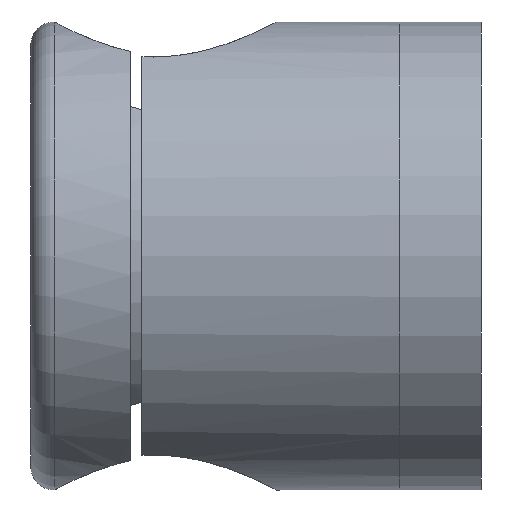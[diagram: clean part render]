
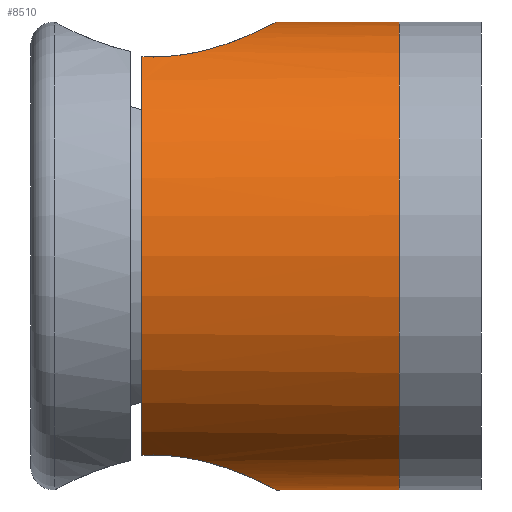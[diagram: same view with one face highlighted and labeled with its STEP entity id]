
A CAD part, left-side view. The second image highlights one B-rep face of the part: STEP entity #8510.
In plain terms, the highlighted cylindrical face has radius 20 mm (diameter 40 mm), a partial arc.
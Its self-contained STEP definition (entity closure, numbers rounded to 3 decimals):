
#348 = ORIENTED_EDGE ( 'NONE', *, *, #13478, .T. ) ;
#385 = CARTESIAN_POINT ( 'NONE',  ( 9.416, 5.697, -17.648 ) ) ;
#609 = FACE_OUTER_BOUND ( 'NONE', #4775, .T. ) ;
#1352 = ORIENTED_EDGE ( 'NONE', *, *, #10935, .F. ) ;
#1440 = CARTESIAN_POINT ( 'NONE',  ( 0., 22., 20. ) ) ;
#1572 = VERTEX_POINT ( 'NONE', #9304 ) ;
#1604 = ORIENTED_EDGE ( 'NONE', *, *, #9635, .T. ) ;
#1924 = EDGE_CURVE ( 'NONE', #4551, #13753, #11341, .T. ) ;
#2118 = CARTESIAN_POINT ( 'NONE',  ( 0., 22., 20. ) ) ;
#2240 = CARTESIAN_POINT ( 'NONE',  ( 6.426, 9.311, 18.942 ) ) ;
#2399 = B_SPLINE_CURVE_WITH_KNOTS ( 'NONE', 3,
 ( #14220, #14388, #13153, #11697, #2885, #11920, #9246, #385, #2826, #9353, #14497, #11755, #2994, #6812, #6690, #15675, #4259, #8011, #13222, #15786, #5528, #4140, #15557, #7884, #7936, #2936 ),
 .UNSPECIFIED., .F., .F.,
 ( 4, 2, 2, 2, 2, 2, 2, 2, 2, 2, 2, 2, 4 ),
 ( 0., 0.002, 0.003, 0.004, 0.006, 0.007, 0.008, 0.009, 0.01, 0.013, 0.014, 0.015, 0.017 ),
 .UNSPECIFIED. ) ;
#2579 = VERTEX_POINT ( 'NONE', #5703 ) ;
#2612 = ORIENTED_EDGE ( 'NONE', *, *, #1924, .T. ) ;
#2826 = CARTESIAN_POINT ( 'NONE',  ( 9.093, 6.295, -17.818 ) ) ;
#2862 = EDGE_CURVE ( 'NONE', #13753, #2579, #8322, .T. ) ;
#2885 = CARTESIAN_POINT ( 'NONE',  ( 10.137, 3.758, -17.241 ) ) ;
#2936 = CARTESIAN_POINT ( 'NONE',  ( 0., 11.5, -20. ) ) ;
#2938 = VERTEX_POINT ( 'NONE', #1440 ) ;
#2994 = CARTESIAN_POINT ( 'NONE',  ( 7.664, 8.185, -18.475 ) ) ;
#3034 = LINE ( 'NONE', #14732, #12808 ) ;
#3418 = CARTESIAN_POINT ( 'NONE',  ( 0., 11.5, 20. ) ) ;
#3531 = CARTESIAN_POINT ( 'NONE',  ( 7.197, 8.652, 18.662 ) ) ;
#3594 = CARTESIAN_POINT ( 'NONE',  ( 3.425, 10.932, 19.707 ) ) ;
#3632 = CARTESIAN_POINT ( 'NONE',  ( 10.5, 0., 17.022 ) ) ;
#4140 = CARTESIAN_POINT ( 'NONE',  ( 2.758, 11.137, -19.812 ) ) ;
#4259 = CARTESIAN_POINT ( 'NONE',  ( 6.141, 9.523, -19.036 ) ) ;
#4551 = VERTEX_POINT ( 'NONE', #6797 ) ;
#4562 = DIRECTION ( 'NONE',  ( 0., 1., 0. ) ) ;
#4580 = CARTESIAN_POINT ( 'NONE',  ( 2.427, 11.222, 19.855 ) ) ;
#4678 = CARTESIAN_POINT ( 'NONE',  ( 0.705, 11.482, 19.991 ) ) ;
#4775 = EDGE_LOOP ( 'NONE', ( #12558, #348, #14699, #2612, #16425, #1604, #13221, #1352 ) ) ;
#4996 = LINE ( 'NONE', #2118, #5404 ) ;
#5068 = DIRECTION ( 'NONE',  ( 0., 0., 1. ) ) ;
#5404 = VECTOR ( 'NONE', #5812, 1000. ) ;
#5528 = CARTESIAN_POINT ( 'NONE',  ( 3.425, 10.932, -19.707 ) ) ;
#5601 = DIRECTION ( 'NONE',  ( 0., -1., 0. ) ) ;
#5703 = CARTESIAN_POINT ( 'NONE',  ( 10.5, 0., -17.022 ) ) ;
#5812 = DIRECTION ( 'NONE',  ( 0., -1., 0. ) ) ;
#5850 = CARTESIAN_POINT ( 'NONE',  ( 9.812, 4.753, 17.428 ) ) ;
#5907 = AXIS2_PLACEMENT_3D ( 'NONE', #7471, #14028, #14077 ) ;
#5963 = CARTESIAN_POINT ( 'NONE',  ( 2.763, 11.136, 19.811 ) ) ;
#6026 = CARTESIAN_POINT ( 'NONE',  ( 4.708, 10.411, 19.449 ) ) ;
#6073 = CARTESIAN_POINT ( 'NONE',  ( 5.306, 10.086, 19.292 ) ) ;
#6288 = CARTESIAN_POINT ( 'NONE',  ( 10.5, 1.708, 17.022 ) ) ;
#6355 = LINE ( 'NONE', #9254, #7772 ) ;
#6690 = CARTESIAN_POINT ( 'NONE',  ( 6.94, 8.887, -18.76 ) ) ;
#6797 = CARTESIAN_POINT ( 'NONE',  ( 10.5, 1., 17.022 ) ) ;
#6800 = CARTESIAN_POINT ( 'NONE',  ( 0., 22., -20. ) ) ;
#6801 = CARTESIAN_POINT ( 'NONE',  ( 10.5, 22., 17.022 ) ) ;
#6812 = CARTESIAN_POINT ( 'NONE',  ( 7.189, 8.661, -18.665 ) ) ;
#7397 = EDGE_CURVE ( 'NONE', #2938, #16409, #9257, .T. ) ;
#7425 = CARTESIAN_POINT ( 'NONE',  ( 10.22, 3.432, 17.192 ) ) ;
#7471 = CARTESIAN_POINT ( 'NONE',  ( 0., 22., 0. ) ) ;
#7730 = AXIS2_PLACEMENT_3D ( 'NONE', #12169, #8481, #14687 ) ;
#7772 = VECTOR ( 'NONE', #5601, 1000. ) ;
#7884 = CARTESIAN_POINT ( 'NONE',  ( 1.394, 11.43, -19.963 ) ) ;
#7936 = CARTESIAN_POINT ( 'NONE',  ( 0.702, 11.5, -20. ) ) ;
#8011 = CARTESIAN_POINT ( 'NONE',  ( 5.294, 10.093, -19.296 ) ) ;
#8151 = VERTEX_POINT ( 'NONE', #8641 ) ;
#8322 = CIRCLE ( 'NONE', #9169, 20. ) ;
#8481 = DIRECTION ( 'NONE',  ( 0., -1., 0. ) ) ;
#8510 = ADVANCED_FACE ( 'NONE', ( #609 ), #13844, .T. ) ;
#8621 = CARTESIAN_POINT ( 'NONE',  ( 6.152, 9.516, 19.033 ) ) ;
#8641 = CARTESIAN_POINT ( 'NONE',  ( 0., 11.5, -20. ) ) ;
#8799 = B_SPLINE_CURVE_WITH_KNOTS ( 'NONE', 3,
 ( #3418, #12344, #4678, #11249, #9903, #4580, #5963, #3594, #13703, #6026, #6073, #8621, #2240, #11193, #3531, #12464, #15036, #16318, #13538, #5850, #10172, #10023, #7425, #12571, #6288, #8836 ),
 .UNSPECIFIED., .F., .F.,
 ( 4, 2, 2, 2, 2, 2, 2, 2, 2, 2, 2, 2, 4 ),
 ( 0.017, 0.018, 0.019, 0.02, 0.021, 0.023, 0.024, 0.025, 0.027, 0.029, 0.03, 0.031, 0.033 ),
 .UNSPECIFIED. ) ;
#8836 = CARTESIAN_POINT ( 'NONE',  ( 10.5, 1., 17.022 ) ) ;
#8896 = DIRECTION ( 'NONE',  ( 0., 1., 0. ) ) ;
#8983 = EDGE_CURVE ( 'NONE', #1572, #8151, #2399, .T. ) ;
#9169 = AXIS2_PLACEMENT_3D ( 'NONE', #10188, #8896, #5068 ) ;
#9246 = CARTESIAN_POINT ( 'NONE',  ( 9.814, 4.75, -17.427 ) ) ;
#9254 = CARTESIAN_POINT ( 'NONE',  ( 0., 22., -20. ) ) ;
#9257 = CIRCLE ( 'NONE', #5907, 20. ) ;
#9304 = CARTESIAN_POINT ( 'NONE',  ( 10.5, 1., -17.022 ) ) ;
#9353 = CARTESIAN_POINT ( 'NONE',  ( 8.523, 7.142, -18.094 ) ) ;
#9635 = EDGE_CURVE ( 'NONE', #2579, #1572, #3034, .T. ) ;
#9903 = CARTESIAN_POINT ( 'NONE',  ( 1.747, 11.359, 19.926 ) ) ;
#10023 = CARTESIAN_POINT ( 'NONE',  ( 10.133, 3.773, 17.243 ) ) ;
#10172 = CARTESIAN_POINT ( 'NONE',  ( 9.929, 4.432, 17.362 ) ) ;
#10188 = CARTESIAN_POINT ( 'NONE',  ( 0., 0., 0. ) ) ;
#10422 = VERTEX_POINT ( 'NONE', #11692 ) ;
#10935 = EDGE_CURVE ( 'NONE', #16409, #8151, #6355, .T. ) ;
#11193 = CARTESIAN_POINT ( 'NONE',  ( 6.949, 8.879, 18.756 ) ) ;
#11249 = CARTESIAN_POINT ( 'NONE',  ( 1.403, 11.412, 19.954 ) ) ;
#11341 = LINE ( 'NONE', #6801, #14131 ) ;
#11692 = CARTESIAN_POINT ( 'NONE',  ( 0., 11.5, 20. ) ) ;
#11697 = CARTESIAN_POINT ( 'NONE',  ( 10.223, 3.422, -17.19 ) ) ;
#11755 = CARTESIAN_POINT ( 'NONE',  ( 7.89, 7.936, -18.379 ) ) ;
#11920 = CARTESIAN_POINT ( 'NONE',  ( 9.932, 4.424, -17.36 ) ) ;
#12169 = CARTESIAN_POINT ( 'NONE',  ( 0., 22., 0. ) ) ;
#12344 = CARTESIAN_POINT ( 'NONE',  ( 0.35, 11.5, 20. ) ) ;
#12464 = CARTESIAN_POINT ( 'NONE',  ( 7.909, 7.939, 18.377 ) ) ;
#12558 = ORIENTED_EDGE ( 'NONE', *, *, #7397, .F. ) ;
#12571 = CARTESIAN_POINT ( 'NONE',  ( 10.429, 2.404, 17.066 ) ) ;
#12808 = VECTOR ( 'NONE', #4562, 1000. ) ;
#13153 = CARTESIAN_POINT ( 'NONE',  ( 10.429, 2.402, -17.066 ) ) ;
#13221 = ORIENTED_EDGE ( 'NONE', *, *, #8983, .T. ) ;
#13222 = CARTESIAN_POINT ( 'NONE',  ( 4.697, 10.416, -19.451 ) ) ;
#13478 = EDGE_CURVE ( 'NONE', #2938, #10422, #4996, .T. ) ;
#13538 = CARTESIAN_POINT ( 'NONE',  ( 9.418, 5.693, 17.647 ) ) ;
#13703 = CARTESIAN_POINT ( 'NONE',  ( 3.754, 10.812, 19.647 ) ) ;
#13753 = VERTEX_POINT ( 'NONE', #3632 ) ;
#13844 = CYLINDRICAL_SURFACE ( 'NONE', #7730, 20. ) ;
#14028 = DIRECTION ( 'NONE',  ( 0., 1., 0. ) ) ;
#14077 = DIRECTION ( 'NONE',  ( 0., 0., 1. ) ) ;
#14131 = VECTOR ( 'NONE', #14433, 1000. ) ;
#14220 = CARTESIAN_POINT ( 'NONE',  ( 10.5, 1., -17.022 ) ) ;
#14388 = CARTESIAN_POINT ( 'NONE',  ( 10.5, 1.709, -17.022 ) ) ;
#14433 = DIRECTION ( 'NONE',  ( 0., -1., 0. ) ) ;
#14497 = CARTESIAN_POINT ( 'NONE',  ( 8.319, 7.415, -18.189 ) ) ;
#14687 = DIRECTION ( 'NONE',  ( 0., 0., -1. ) ) ;
#14699 = ORIENTED_EDGE ( 'NONE', *, *, #15501, .T. ) ;
#14732 = CARTESIAN_POINT ( 'NONE',  ( 10.5, 22., -17.022 ) ) ;
#15036 = CARTESIAN_POINT ( 'NONE',  ( 8.336, 7.42, 18.185 ) ) ;
#15501 = EDGE_CURVE ( 'NONE', #10422, #4551, #8799, .T. ) ;
#15557 = CARTESIAN_POINT ( 'NONE',  ( 2.417, 11.224, -19.856 ) ) ;
#15675 = CARTESIAN_POINT ( 'NONE',  ( 6.417, 9.318, -18.945 ) ) ;
#15786 = CARTESIAN_POINT ( 'NONE',  ( 3.749, 10.814, -19.648 ) ) ;
#16318 = CARTESIAN_POINT ( 'NONE',  ( 9.097, 6.288, 17.817 ) ) ;
#16409 = VERTEX_POINT ( 'NONE', #6800 ) ;
#16425 = ORIENTED_EDGE ( 'NONE', *, *, #2862, .T. ) ;
